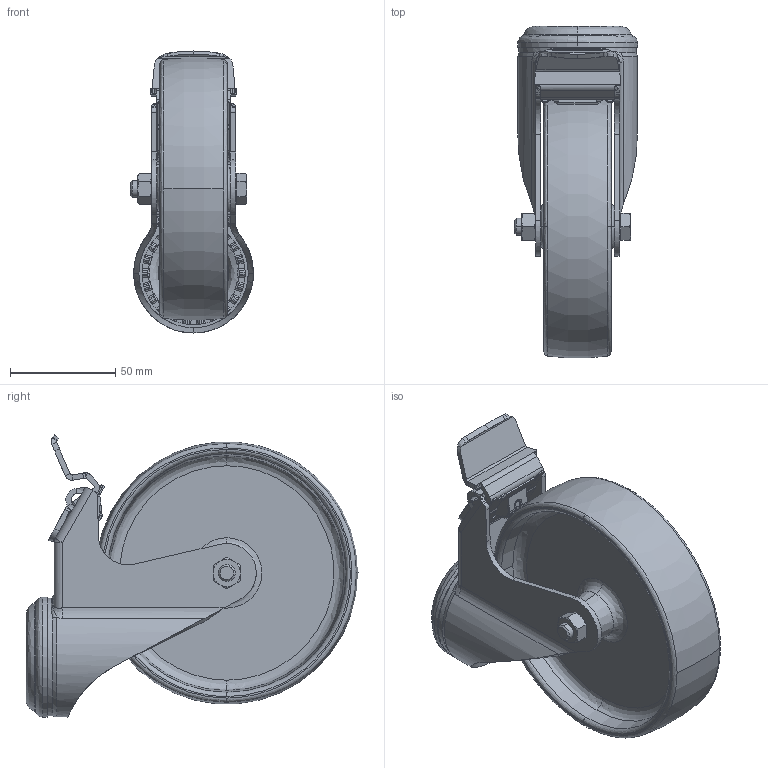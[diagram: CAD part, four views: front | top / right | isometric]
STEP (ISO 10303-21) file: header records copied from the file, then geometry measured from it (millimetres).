
FILE_DESCRIPTION (( 'STEP AP203' ), '1' );
FILE_NAME ('412515367_c_1.STEP', '2023-04-28T05:11:43', ( '' ), ( '' ), 'SwSTEP 2.0', 'SolidWorks 2014', '' );
FILE_SCHEMA (( 'CONFIG_CONTROL_DESIGN' ));
Length unit declared in the file: millimetre
Products named in the file (1): 412515367_c_1
Bounding box: 58.5 x 157.89 x 134.11 mm (x, y, z)
Volume: 220617.6 mm3; surface area: 87614.9 mm2
Topology: 3 solids, 3 shells, 1185 faces, 3055 edges, 1866 vertices
Faces by surface type: cylinder 384, plane 370, bspline 345, cone 60, torus 26
Entity records: 50252 total; most frequent: CARTESIAN_POINT 24960, ORIENTED_EDGE 6068, DIRECTION 4110, EDGE_CURVE 3034, VERTEX_POINT 1866, AXIS2_PLACEMENT_3D 1446, EDGE_LOOP 1220, VECTOR 1218
